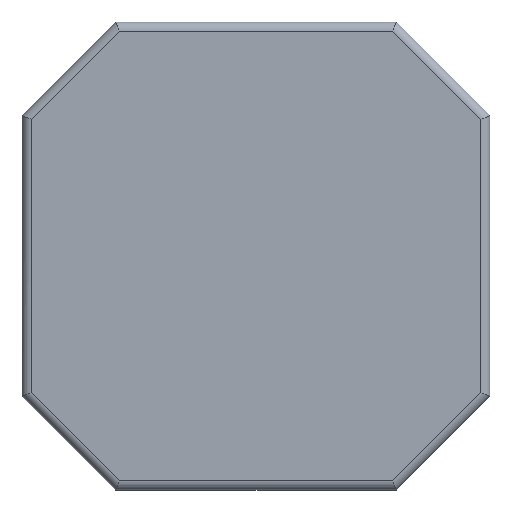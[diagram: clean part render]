
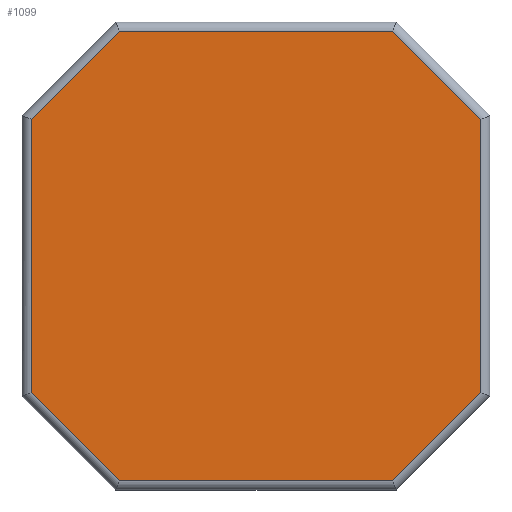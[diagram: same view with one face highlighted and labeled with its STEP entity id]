
A CAD part, front view. The second image highlights one B-rep face of the part: STEP entity #1099.
In plain terms, the highlighted planar face has unit normal (0, -1, 0).
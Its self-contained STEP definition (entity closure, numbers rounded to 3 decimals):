
#68=PLANE('',#1194);
#114=FACE_OUTER_BOUND('',#183,.T.);
#183=EDGE_LOOP('',(#793,#794,#795,#796,#797,#798,#799,#800));
#264=LINE('',#1609,#375);
#266=LINE('',#1617,#377);
#268=LINE('',#1624,#379);
#270=LINE('',#1632,#381);
#273=LINE('',#1640,#384);
#275=LINE('',#1646,#386);
#276=LINE('',#1649,#387);
#279=LINE('',#1653,#390);
#375=VECTOR('',#1284,10.);
#377=VECTOR('',#1292,10.);
#379=VECTOR('',#1298,10.);
#381=VECTOR('',#1306,10.);
#384=VECTOR('',#1313,10.);
#386=VECTOR('',#1319,10.);
#387=VECTOR('',#1324,10.);
#390=VECTOR('',#1329,10.);
#486=VERTEX_POINT('',#1607);
#487=VERTEX_POINT('',#1608);
#490=VERTEX_POINT('',#1616);
#492=VERTEX_POINT('',#1622);
#493=VERTEX_POINT('',#1623);
#496=VERTEX_POINT('',#1631);
#499=VERTEX_POINT('',#1639);
#501=VERTEX_POINT('',#1645);
#588=EDGE_CURVE('',#486,#487,#264,.T.);
#592=EDGE_CURVE('',#487,#490,#266,.T.);
#595=EDGE_CURVE('',#492,#493,#268,.T.);
#599=EDGE_CURVE('',#493,#496,#270,.T.);
#603=EDGE_CURVE('',#496,#499,#273,.T.);
#606=EDGE_CURVE('',#499,#501,#275,.T.);
#608=EDGE_CURVE('',#490,#492,#276,.T.);
#611=EDGE_CURVE('',#501,#486,#279,.T.);
#793=ORIENTED_EDGE('',*,*,#595,.F.);
#794=ORIENTED_EDGE('',*,*,#608,.F.);
#795=ORIENTED_EDGE('',*,*,#592,.F.);
#796=ORIENTED_EDGE('',*,*,#588,.F.);
#797=ORIENTED_EDGE('',*,*,#611,.F.);
#798=ORIENTED_EDGE('',*,*,#606,.F.);
#799=ORIENTED_EDGE('',*,*,#603,.F.);
#800=ORIENTED_EDGE('',*,*,#599,.F.);
#1099=ADVANCED_FACE('',(#114),#68,.F.);
#1194=AXIS2_PLACEMENT_3D('',#1672,#1347,#1348);
#1284=DIRECTION('',(-1.,0.,0.));
#1292=DIRECTION('',(-0.707,0.,0.707));
#1298=DIRECTION('',(0.707,0.,0.707));
#1306=DIRECTION('',(1.,0.,0.));
#1313=DIRECTION('',(0.707,0.,-0.707));
#1319=DIRECTION('',(0.,0.,-1.));
#1324=DIRECTION('',(0.,0.,1.));
#1329=DIRECTION('',(-0.707,0.,-0.707));
#1347=DIRECTION('center_axis',(0.,1.,0.));
#1348=DIRECTION('ref_axis',(1.,0.,0.));
#1607=CARTESIAN_POINT('',(15.309,0.,-23.129));
#1608=CARTESIAN_POINT('',(-13.863,0.,-23.129));
#1609=CARTESIAN_POINT('',(8.223,0.,-23.129));
#1616=CARTESIAN_POINT('',(-23.277,0.,-13.715));
#1617=CARTESIAN_POINT('',(-16.07,0.,-20.922));
#1622=CARTESIAN_POINT('',(-23.277,0.,15.457));
#1623=CARTESIAN_POINT('',(-13.863,0.,24.871));
#1624=CARTESIAN_POINT('',(-21.07,0.,17.664));
#1631=CARTESIAN_POINT('',(15.309,0.,24.871));
#1632=CARTESIAN_POINT('',(-6.777,0.,24.871));
#1639=CARTESIAN_POINT('',(24.723,0.,15.457));
#1640=CARTESIAN_POINT('',(17.516,0.,22.664));
#1645=CARTESIAN_POINT('',(24.723,0.,-13.715));
#1646=CARTESIAN_POINT('',(24.723,0.,8.371));
#1649=CARTESIAN_POINT('',(-23.277,0.,-6.629));
#1653=CARTESIAN_POINT('',(22.516,0.,-15.922));
#1672=CARTESIAN_POINT('Origin',(0.723,0.,0.871));
